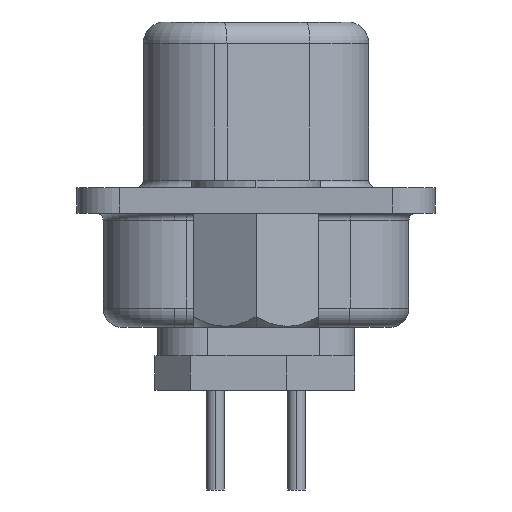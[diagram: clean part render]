
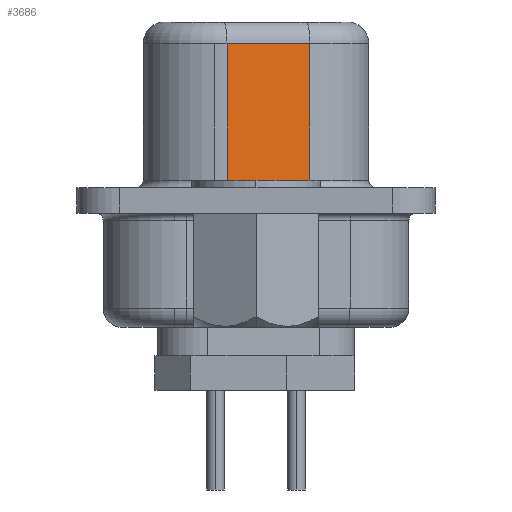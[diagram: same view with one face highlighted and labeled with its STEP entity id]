
A CAD part, left-side view. The second image highlights one B-rep face of the part: STEP entity #3686.
In plain terms, the highlighted planar face has unit normal (-0.985, -0.174, 0).
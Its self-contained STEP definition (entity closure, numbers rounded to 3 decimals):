
#1536 = EDGE_CURVE ( 'NONE', #5049, #5122, #7422, .T. ) ;
#1827 = EDGE_CURVE ( 'NONE', #5011, #5048, #7567, .T. ) ;
#2093 = AXIS2_PLACEMENT_3D ( 'NONE', #14064, #14068, #14069 ) ;
#2137 = ORIENTED_EDGE ( 'NONE', *, *, #16411, .T. ) ;
#2582 = ORIENTED_EDGE ( 'NONE', *, *, #16530, .F. ) ;
#3131 = ORIENTED_EDGE ( 'NONE', *, *, #1536, .T. ) ;
#3138 = ORIENTED_EDGE ( 'NONE', *, *, #1827, .T. ) ;
#3686 = ADVANCED_FACE ( 'NONE', ( #13733 ), #14062, .F. ) ;
#5011 = VERTEX_POINT ( 'NONE', #14691 ) ;
#5048 = VERTEX_POINT ( 'NONE', #14728 ) ;
#5049 = VERTEX_POINT ( 'NONE', #14729 ) ;
#5122 = VERTEX_POINT ( 'NONE', #14802 ) ;
#7422 = LINE ( 'NONE', #8270, #7425 ) ;
#7425 = VECTOR ( 'NONE', #8271, 1000. ) ;
#7567 = LINE ( 'NONE', #8626, #7569 ) ;
#7569 = VECTOR ( 'NONE', #8622, 1000. ) ;
#8270 = CARTESIAN_POINT ( 'NONE',  ( -27.382, 1.016, 5.5 ) ) ;
#8271 = DIRECTION ( 'NONE',  ( -0.174, 0.985, 0. ) ) ;
#8622 = DIRECTION ( 'NONE',  ( 0.174, -0.985, 0. ) ) ;
#8626 = CARTESIAN_POINT ( 'NONE',  ( -26.871, -1.884, 0.7 ) ) ;
#13733 = FACE_OUTER_BOUND ( 'NONE', #18864, .T. ) ;
#14062 = PLANE ( 'NONE',  #2093 ) ;
#14064 = CARTESIAN_POINT ( 'NONE',  ( -27.382, 1.016, 6.25 ) ) ;
#14068 = DIRECTION ( 'NONE',  ( 0.985, 0.174, 0. ) ) ;
#14069 = DIRECTION ( 'NONE',  ( -0.174, 0.985, 0. ) ) ;
#14691 = CARTESIAN_POINT ( 'NONE',  ( -27.382, 1.016, 0.7 ) ) ;
#14728 = CARTESIAN_POINT ( 'NONE',  ( -26.871, -1.884, 0.7 ) ) ;
#14729 = CARTESIAN_POINT ( 'NONE',  ( -26.871, -1.884, 5.5 ) ) ;
#14802 = CARTESIAN_POINT ( 'NONE',  ( -27.382, 1.016, 5.5 ) ) ;
#15464 = DIRECTION ( 'NONE',  ( 0., 0., -1. ) ) ;
#15467 = CARTESIAN_POINT ( 'NONE',  ( -27.382, 1.016, 6.25 ) ) ;
#15787 = CARTESIAN_POINT ( 'NONE',  ( -26.871, -1.884, 6.25 ) ) ;
#15796 = DIRECTION ( 'NONE',  ( 0., 0., -1. ) ) ;
#16015 = LINE ( 'NONE', #15467, #16017 ) ;
#16017 = VECTOR ( 'NONE', #15464, 1000. ) ;
#16161 = LINE ( 'NONE', #15787, #16177 ) ;
#16177 = VECTOR ( 'NONE', #15796, 1000. ) ;
#16411 = EDGE_CURVE ( 'NONE', #5122, #5011, #16015, .T. ) ;
#16530 = EDGE_CURVE ( 'NONE', #5049, #5048, #16161, .T. ) ;
#18864 = EDGE_LOOP ( 'NONE', ( #2137, #3138, #2582, #3131 ) ) ;
